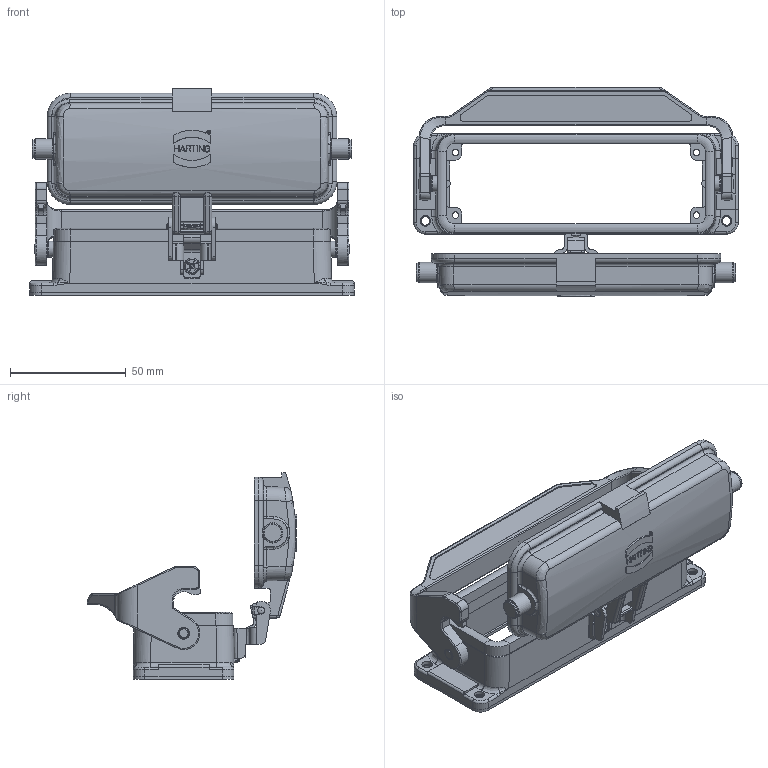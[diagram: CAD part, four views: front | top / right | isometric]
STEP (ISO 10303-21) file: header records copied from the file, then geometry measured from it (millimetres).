
FILE_DESCRIPTION(/* description */ (''),/* implementation_level */ '2;1');
FILE_NAME(/* name */ '100104675ugm000_d.stp',/* time_stamp */ '2017-11-03T16:27:53+01:00',/* author */ (''),/* organization */ (''),/* preprocessor_version */ 'ST-DEVELOPER v16',/* originating_system */ 'SIEMENS PLM Software NX 10.0',/* authorisation */ '');
FILE_SCHEMA (('AUTOMOTIVE_DESIGN { 1 0 10303 214 3 1 1 1 }'));
Length unit declared in the file: millimetre
Products named in the file (1): 100104675ugm000_d
Bounding box: 140 x 90.23 x 89.23 mm (x, y, z)
Volume: 82978.8 mm3; surface area: 60135.1 mm2
Topology: 3 solids, 7 shells, 1095 faces, 3322 edges, 2784 vertices
Faces by surface type: plane 517, cylinder 322, bspline 166, cone 43, torus 27, extrusion 16, sphere 4
Full cylindrical faces by diameter (mm): 1.52 x1, 1.68 x1, 2.74 x4, 2.95 x2, 3 x4, 3.7 x4, 4 x4, 4.2 x4, 4.5 x4, 4.8 x2, 5 x2, 5.1 x2, 6.5 x4, 7 x3, 8 x2, 8.8 x2
Entity records: 46905 total; most frequent: CARTESIAN_POINT 13986, ORIENTED_EDGE 5364, DIRECTION 5134, EDGE_CURVE 2682, AXIS2_PLACEMENT_3D 1771, VERTEX_POINT 1729, VECTOR 1592, LINE 1576
